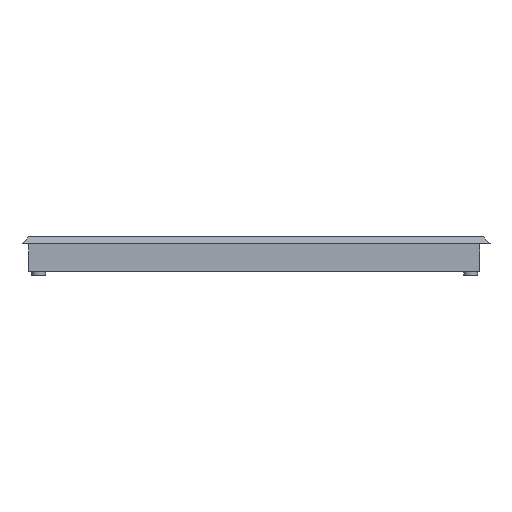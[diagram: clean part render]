
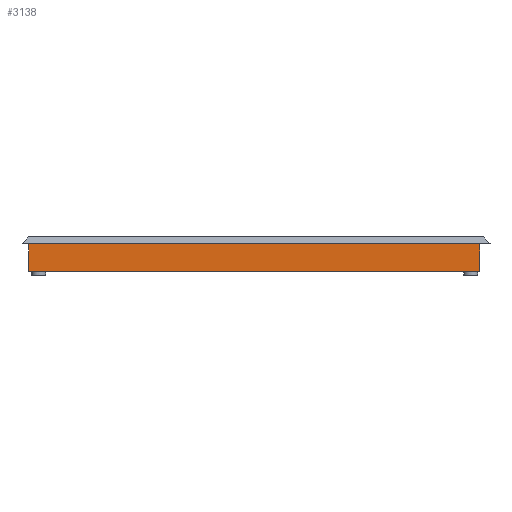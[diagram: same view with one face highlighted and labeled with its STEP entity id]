
A CAD part, left-side view. The second image highlights one B-rep face of the part: STEP entity #3138.
In plain terms, the highlighted planar face has unit normal (-1, 0, 0).
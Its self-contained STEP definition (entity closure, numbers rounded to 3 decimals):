
#249=FACE_OUTER_BOUND('',#427,.T.);
#427=EDGE_LOOP('',(#2661,#2662,#2663,#2664));
#738=LINE('',#5178,#1093);
#739=LINE('',#5186,#1094);
#744=LINE('',#5195,#1099);
#745=LINE('',#5197,#1100);
#1093=VECTOR('',#3903,10.);
#1094=VECTOR('',#3914,10.);
#1099=VECTOR('',#3921,10.);
#1100=VECTOR('',#3924,10.);
#1491=VERTEX_POINT('',#5172);
#1493=VERTEX_POINT('',#5176);
#1495=VERTEX_POINT('',#5185);
#1498=VERTEX_POINT('',#5193);
#1897=EDGE_CURVE('',#1493,#1491,#738,.T.);
#1900=EDGE_CURVE('',#1495,#1491,#739,.T.);
#1905=EDGE_CURVE('',#1498,#1493,#744,.T.);
#1906=EDGE_CURVE('',#1495,#1498,#745,.T.);
#2661=ORIENTED_EDGE('',*,*,#1897,.F.);
#2662=ORIENTED_EDGE('',*,*,#1905,.F.);
#2663=ORIENTED_EDGE('',*,*,#1906,.F.);
#2664=ORIENTED_EDGE('',*,*,#1900,.T.);
#2976=PLANE('',#3342);
#3138=ADVANCED_FACE('',(#249),#2976,.T.);
#3342=AXIS2_PLACEMENT_3D('',#5196,#3922,#3923);
#3903=DIRECTION('',(0.,1.,0.));
#3914=DIRECTION('',(0.,0.,-1.));
#3921=DIRECTION('',(0.,0.,-1.));
#3922=DIRECTION('center_axis',(-1.,0.,0.));
#3923=DIRECTION('ref_axis',(0.,0.,
1.));
#3924=DIRECTION('',(0.,-1.,0.));
#5172=CARTESIAN_POINT('',(-162.312,61.103,9.701));
#5176=CARTESIAN_POINT('',(-162.312,-67.97,9.701));
#5178=CARTESIAN_POINT('',(-162.312,-3.433,9.701));
#5185=CARTESIAN_POINT('',(-162.312,61.103,17.701));
#5186=CARTESIAN_POINT('',(-162.312,61.103,12.701));
#5193=CARTESIAN_POINT('',(-162.312,-67.97,17.701));
#5195=CARTESIAN_POINT('',(-162.312,-67.97,12.701));
#5196=CARTESIAN_POINT('Origin',(-162.312,-67.97,5.701));
#5197=CARTESIAN_POINT('',(-162.312,-35.561,17.701));
